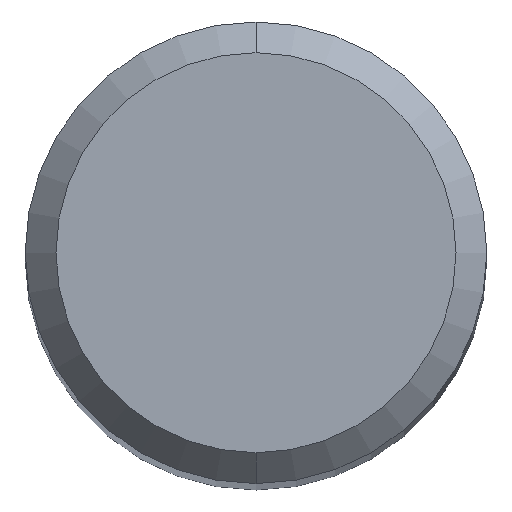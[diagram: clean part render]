
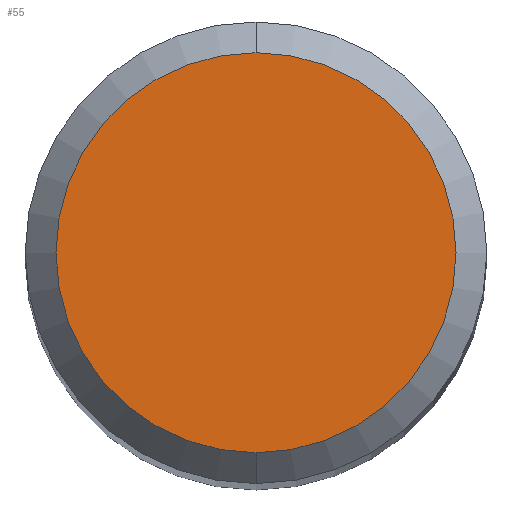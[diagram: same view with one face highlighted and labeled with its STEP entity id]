
A CAD part, top view. The second image highlights one B-rep face of the part: STEP entity #55.
In plain terms, the highlighted planar face has unit normal (0, 0, 1).
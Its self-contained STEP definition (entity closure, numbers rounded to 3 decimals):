
#55=ADVANCED_FACE('',(#125),#126,.T.);
#73=EDGE_CURVE('',#103,#77,#146,.T.);
#77=VERTEX_POINT('',#150);
#97=EDGE_CURVE('',#77,#103,#172,.T.);
#103=VERTEX_POINT('',#179);
#125=FACE_OUTER_BOUND('',#192,.T.);
#126=PLANE('',#193);
#146=CIRCLE('',#219,2.6);
#150=CARTESIAN_POINT('',(0.,-2.6,0.0));
#172=CIRCLE('',#253,2.6);
#179=CARTESIAN_POINT('',(0.0,2.6,0.0));
#192=EDGE_LOOP('',(#266,#267));
#193=AXIS2_PLACEMENT_3D('',#268,#269,#270);
#219=AXIS2_PLACEMENT_3D('',#299,#300,#301);
#253=AXIS2_PLACEMENT_3D('',#330,#331,#332);
#266=ORIENTED_EDGE('',*,*,#73,.F.);
#267=ORIENTED_EDGE('',*,*,#97,.F.);
#268=CARTESIAN_POINT('',(0.0,1.3,0.0));
#269=DIRECTION('',(-0.0,0.0,1.0));
#270=DIRECTION('',(0.0,-1.0,0.0));
#299=CARTESIAN_POINT('',(0.0,0.0,0.0));
#300=DIRECTION('',(0.0,0.0,-1.0));
#301=DIRECTION('',(0.0,1.0,0.0));
#330=CARTESIAN_POINT('',(0.0,0.0,0.0));
#331=DIRECTION('',(0.0,0.0,-1.0));
#332=DIRECTION('',(0.0,1.0,0.0));
